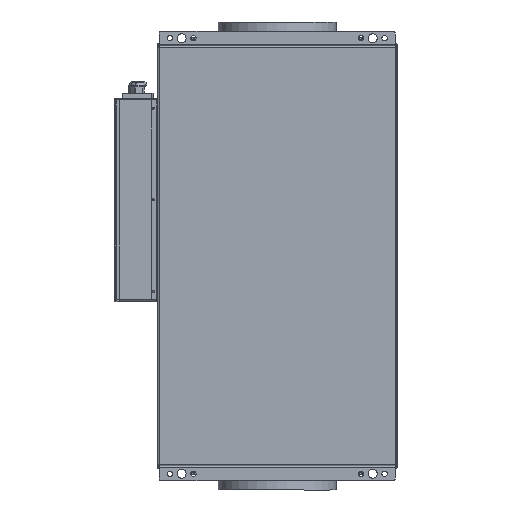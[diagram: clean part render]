
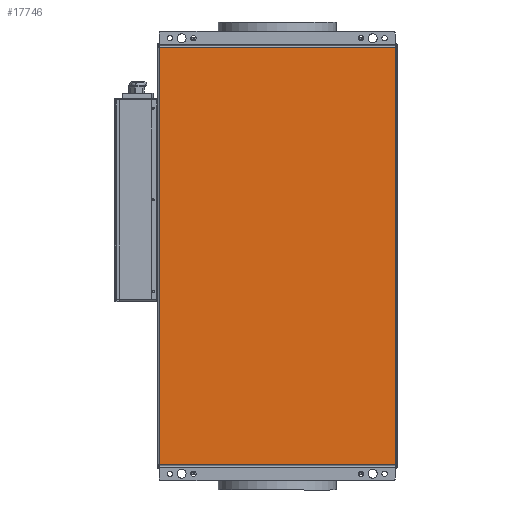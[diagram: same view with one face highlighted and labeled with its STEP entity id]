
A CAD part, front view. The second image highlights one B-rep face of the part: STEP entity #17746.
In plain terms, the highlighted planar face has unit normal (0, -1, 0).
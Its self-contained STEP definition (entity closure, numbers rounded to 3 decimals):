
#239 = VERTEX_POINT ( 'NONE', #17552 ) ;
#1491 = CARTESIAN_POINT ( 'NONE',  ( 200.099, -173.65, 355. ) ) ;
#1696 = DIRECTION ( 'NONE',  ( 1., 0., 0. ) ) ;
#2402 = AXIS2_PLACEMENT_3D ( 'NONE', #6220, #24868, #8908 ) ;
#3556 = PLANE ( 'NONE',  #2402 ) ;
#4132 = DIRECTION ( 'NONE',  ( 0., 0., 1. ) ) ;
#5054 = CARTESIAN_POINT ( 'NONE',  ( -198.901, -173.65, -355. ) ) ;
#5935 = VECTOR ( 'NONE', #23731, 1000. ) ;
#6220 = CARTESIAN_POINT ( 'NONE',  ( -200.901, -173.65, 355. ) ) ;
#6292 = ORIENTED_EDGE ( 'NONE', *, *, #26032, .T. ) ;
#7672 = VERTEX_POINT ( 'NONE', #28959 ) ;
#7760 = CARTESIAN_POINT ( 'NONE',  ( 200.099, -173.65, 353. ) ) ;
#8487 = EDGE_LOOP ( 'NONE', ( #28924, #6292, #18126, #21804 ) ) ;
#8908 = DIRECTION ( 'NONE',  ( 0., 0., -1. ) ) ;
#9347 = FACE_OUTER_BOUND ( 'NONE', #8487, .T. ) ;
#10692 = EDGE_CURVE ( 'NONE', #239, #7672, #29311, .T. ) ;
#12051 = VERTEX_POINT ( 'NONE', #31444 ) ;
#12125 = VECTOR ( 'NONE', #4132, 1000. ) ;
#13883 = LINE ( 'NONE', #7760, #5935 ) ;
#14360 = VECTOR ( 'NONE', #26401, 1000. ) ;
#17552 = CARTESIAN_POINT ( 'NONE',  ( -198.901, -173.65, 353. ) ) ;
#17746 = ADVANCED_FACE ( 'NONE', ( #9347 ), #3556, .T. ) ;
#18126 = ORIENTED_EDGE ( 'NONE', *, *, #29566, .T. ) ;
#19227 = LINE ( 'NONE', #1491, #12125 ) ;
#20686 = LINE ( 'NONE', #22983, #21530 ) ;
#20940 = CARTESIAN_POINT ( 'NONE',  ( 200.099, -173.65, -353. ) ) ;
#21530 = VECTOR ( 'NONE', #1696, 1000. ) ;
#21804 = ORIENTED_EDGE ( 'NONE', *, *, #25115, .T. ) ;
#22983 = CARTESIAN_POINT ( 'NONE',  ( -198.901, -173.65, -353. ) ) ;
#23731 = DIRECTION ( 'NONE',  ( -1., 0., 0. ) ) ;
#24310 = VERTEX_POINT ( 'NONE', #20940 ) ;
#24868 = DIRECTION ( 'NONE',  ( 0., -1., 0. ) ) ;
#25115 = EDGE_CURVE ( 'NONE', #12051, #239, #13883, .T. ) ;
#26032 = EDGE_CURVE ( 'NONE', #7672, #24310, #20686, .T. ) ;
#26401 = DIRECTION ( 'NONE',  ( 0., 0., -1. ) ) ;
#28924 = ORIENTED_EDGE ( 'NONE', *, *, #10692, .T. ) ;
#28959 = CARTESIAN_POINT ( 'NONE',  ( -198.901, -173.65, -353. ) ) ;
#29311 = LINE ( 'NONE', #5054, #14360 ) ;
#29566 = EDGE_CURVE ( 'NONE', #24310, #12051, #19227, .T. ) ;
#31444 = CARTESIAN_POINT ( 'NONE',  ( 200.099, -173.65, 353. ) ) ;
